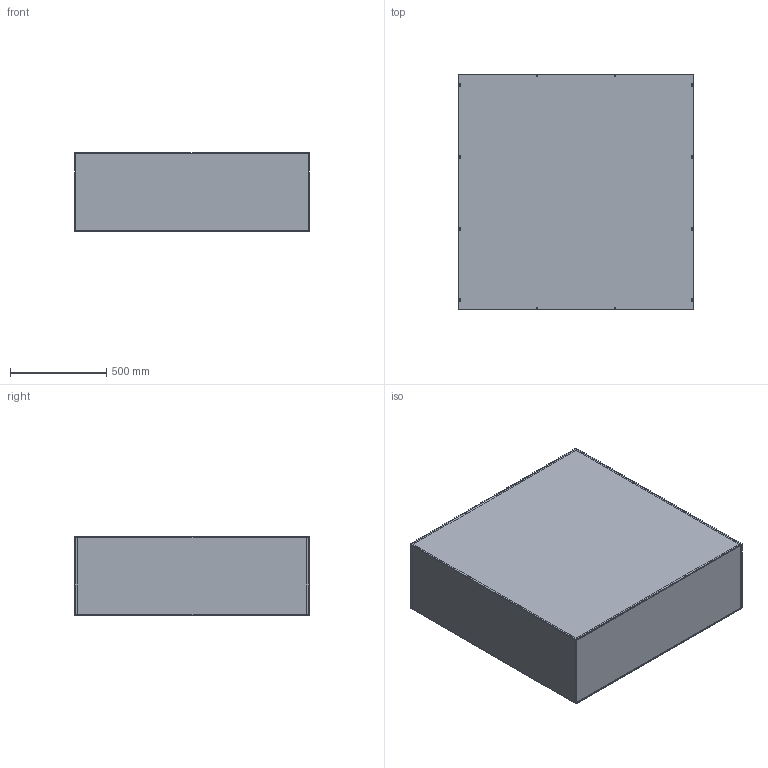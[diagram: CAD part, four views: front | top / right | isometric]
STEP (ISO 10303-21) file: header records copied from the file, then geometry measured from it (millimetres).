
FILE_DESCRIPTION (( 'STEP AP203' ), '1' );
FILE_NAME ('CSG484816_Default.step', '2019-11-13T15:52:32', ( '' ), ( '' ), 'SwSTEP 2.0', 'SolidWorks 2019', '' );
FILE_SCHEMA (( 'CONFIG_CONTROL_DESIGN' ));
Length unit declared in the file: inch
Products named in the file (1): CSG484816_Default
Bounding box: 1219.2 x 1219.2 x 408.81 mm (x, y, z)
Volume: 12132415 mm3; surface area: 10101334.2 mm2
Topology: 4 solids, 4 shells, 245 faces, 666 edges, 432 vertices
Faces by surface type: plane 125, cylinder 112, bspline 4, cone 4
Entity records: 8025 total; most frequent: CARTESIAN_POINT 1452, DIRECTION 1378, ORIENTED_EDGE 1332, EDGE_CURVE 666, AXIS2_PLACEMENT_3D 478, VERTEX_POINT 432, LINE 422, VECTOR 422
